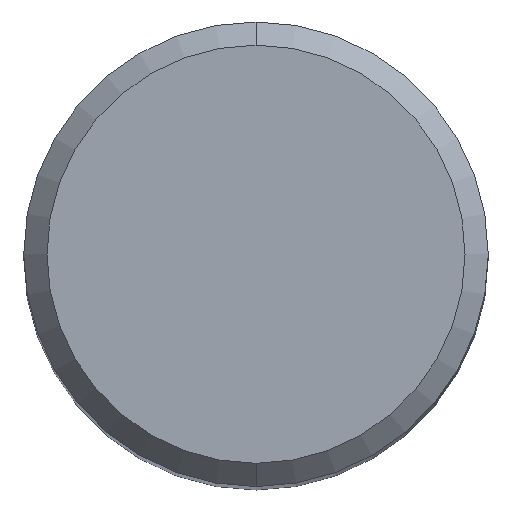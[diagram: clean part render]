
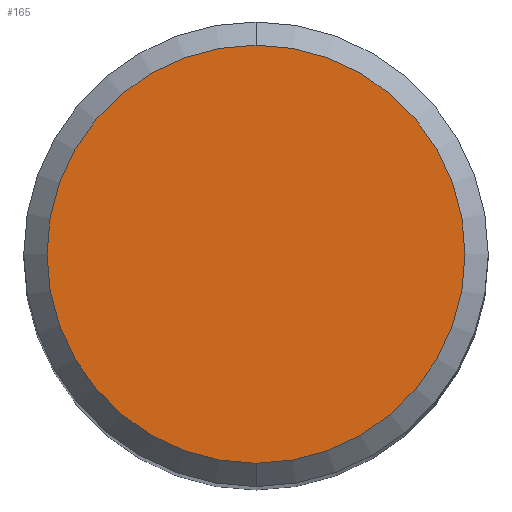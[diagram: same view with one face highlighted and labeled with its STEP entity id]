
A CAD part, top view. The second image highlights one B-rep face of the part: STEP entity #165.
In plain terms, the highlighted planar face has unit normal (0, 0, 1).
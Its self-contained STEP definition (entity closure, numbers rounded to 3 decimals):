
#113=VERTEX_POINT('',#266);
#145=VERTEX_POINT('',#301);
#165=ADVANCED_FACE('',(#323),#324,.T.);
#211=EDGE_CURVE('',#145,#113,#375,.T.);
#225=EDGE_CURVE('',#113,#145,#392,.T.);
#266=CARTESIAN_POINT('',(0.,-3.6,0.0));
#301=CARTESIAN_POINT('',(0.0,3.6,0.0));
#323=FACE_OUTER_BOUND('',#505,.T.);
#324=PLANE('',#506);
#375=CIRCLE('',#575,3.6);
#392=CIRCLE('',#594,3.6);
#505=EDGE_LOOP('',(#685,#686));
#506=AXIS2_PLACEMENT_3D('',#687,#688,#689);
#575=AXIS2_PLACEMENT_3D('',#748,#749,#750);
#594=AXIS2_PLACEMENT_3D('',#782,#783,#784);
#685=ORIENTED_EDGE('',*,*,#211,.F.);
#686=ORIENTED_EDGE('',*,*,#225,.F.);
#687=CARTESIAN_POINT('',(0.0,1.8,0.0));
#688=DIRECTION('',(-0.0,0.0,1.0));
#689=DIRECTION('',(0.0,-1.0,0.0));
#748=CARTESIAN_POINT('',(0.0,0.0,0.0));
#749=DIRECTION('',(0.0,0.0,-1.0));
#750=DIRECTION('',(0.0,1.0,0.0));
#782=CARTESIAN_POINT('',(0.0,0.0,0.0));
#783=DIRECTION('',(0.0,0.0,-1.0));
#784=DIRECTION('',(0.0,1.0,0.0));
